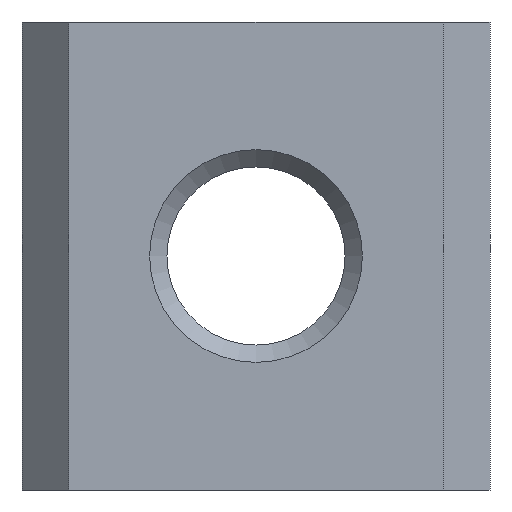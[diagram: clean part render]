
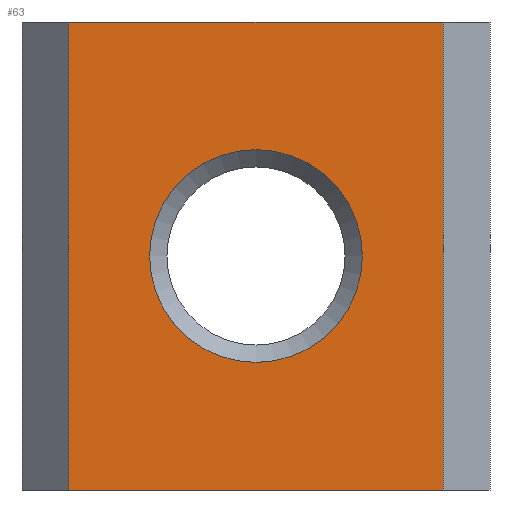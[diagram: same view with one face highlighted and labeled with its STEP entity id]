
A CAD part, front view. The second image highlights one B-rep face of the part: STEP entity #63.
In plain terms, the highlighted planar face has unit normal (0, -1, 0).
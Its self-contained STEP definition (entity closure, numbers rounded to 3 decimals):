
#63 = ADVANCED_FACE( '', ( #126, #127 ), #128, .F. );
#126 = FACE_BOUND( '', #183, .T. );
#127 = FACE_OUTER_BOUND( '', #184, .T. );
#128 = PLANE( '', #185 );
#183 = EDGE_LOOP( '', ( #297 ) );
#184 = EDGE_LOOP( '', ( #298, #299, #300, #301 ) );
#185 = AXIS2_PLACEMENT_3D( '', #302, #303, #304 );
#297 = ORIENTED_EDGE( '', *, *, #334, .F. );
#298 = ORIENTED_EDGE( '', *, *, #342, .T. );
#299 = ORIENTED_EDGE( '', *, *, #325, .F. );
#300 = ORIENTED_EDGE( '', *, *, #356, .F. );
#301 = ORIENTED_EDGE( '', *, *, #367, .T. );
#302 = CARTESIAN_POINT( '', ( -8.8, 0., 11. ) );
#303 = DIRECTION( '', ( 0., 1., 0. ) );
#304 = DIRECTION( '', ( 0., 0., 1. ) );
#325 = EDGE_CURVE( '', #376, #371, #378, .T. );
#334 = EDGE_CURVE( '', #391, #391, #392, .T. );
#342 = EDGE_CURVE( '', #406, #371, #407, .T. );
#356 = EDGE_CURVE( '', #425, #376, #427, .T. );
#367 = EDGE_CURVE( '', #425, #406, #440, .T. );
#371 = VERTEX_POINT( '', #444 );
#376 = VERTEX_POINT( '', #451 );
#378 = LINE( '', #454, #455 );
#391 = VERTEX_POINT( '', #471 );
#392 = CIRCLE( '', #472, 5. );
#406 = VERTEX_POINT( '', #492 );
#407 = LINE( '', #493, #494 );
#425 = VERTEX_POINT( '', #519 );
#427 = LINE( '', #522, #523 );
#440 = LINE( '', #542, #543 );
#444 = CARTESIAN_POINT( '', ( 8.8, 0., -11. ) );
#451 = CARTESIAN_POINT( '', ( 8.8, 0., 11. ) );
#454 = CARTESIAN_POINT( '', ( 8.8, 0., 11. ) );
#455 = VECTOR( '', #549, 1000. );
#471 = CARTESIAN_POINT( '', ( 0., 0., -5. ) );
#472 = AXIS2_PLACEMENT_3D( '', #559, #560, #561 );
#492 = CARTESIAN_POINT( '', ( -8.8, 0., -11. ) );
#493 = CARTESIAN_POINT( '', ( -8.8, 0., -11. ) );
#494 = VECTOR( '', #568, 1000. );
#519 = CARTESIAN_POINT( '', ( -8.8, 0., 11. ) );
#522 = CARTESIAN_POINT( '', ( -8.8, 0., 11. ) );
#523 = VECTOR( '', #580, 1000. );
#542 = CARTESIAN_POINT( '', ( -8.8, 0., 11. ) );
#543 = VECTOR( '', #587, 1000. );
#549 = DIRECTION( '', ( 0., 0., -1. ) );
#559 = CARTESIAN_POINT( '', ( 0., 0., 0. ) );
#560 = DIRECTION( '', ( 0., -1., 0. ) );
#561 = DIRECTION( '', ( 0., 0., -1. ) );
#568 = DIRECTION( '', ( 1., 0., 0. ) );
#580 = DIRECTION( '', ( 1., 0., 0. ) );
#587 = DIRECTION( '', ( 0., 0., -1. ) );
